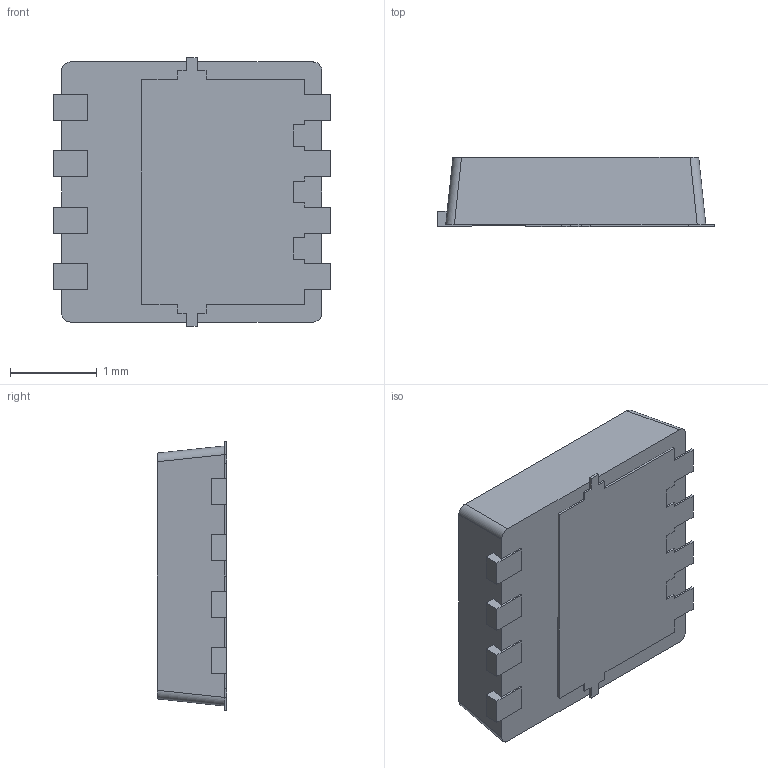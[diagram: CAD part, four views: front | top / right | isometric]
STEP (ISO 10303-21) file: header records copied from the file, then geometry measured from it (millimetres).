
FILE_DESCRIPTION (( 'STEP AP214' ), '1' );
FILE_NAME ('DI020P06PT.STEP', '2024-09-12T03:12:15', ( 'LENOVO' ), ( '' ), 'SwSTEP 2.0', 'SolidWorks 2021', '' );
FILE_SCHEMA (( 'AUTOMOTIVE_DESIGN' ));
Length unit declared in the file: millimetre
Products named in the file (2): DI020P06PT; DI020P06PT_DI020P06PT
Assembly tree (1 placements, depth 2):
  DI020P06PT
    DI020P06PT_DI020P06PT
Bounding box: 3.2 x 0.8 x 3.1 mm (x, y, z)
Volume: 6.8 mm3; surface area: 38.5 mm2
Topology: 6 solids, 6 shells, 93 faces, 243 edges, 162 vertices
Faces by surface type: plane 89, cylinder 4
Entity records: 2910 total; most frequent: CARTESIAN_POINT 532, ORIENTED_EDGE 486, DIRECTION 427, EDGE_CURVE 243, VECTOR 233, LINE 233, VERTEX_POINT 162, AXIS2_PLACEMENT_3D 97
